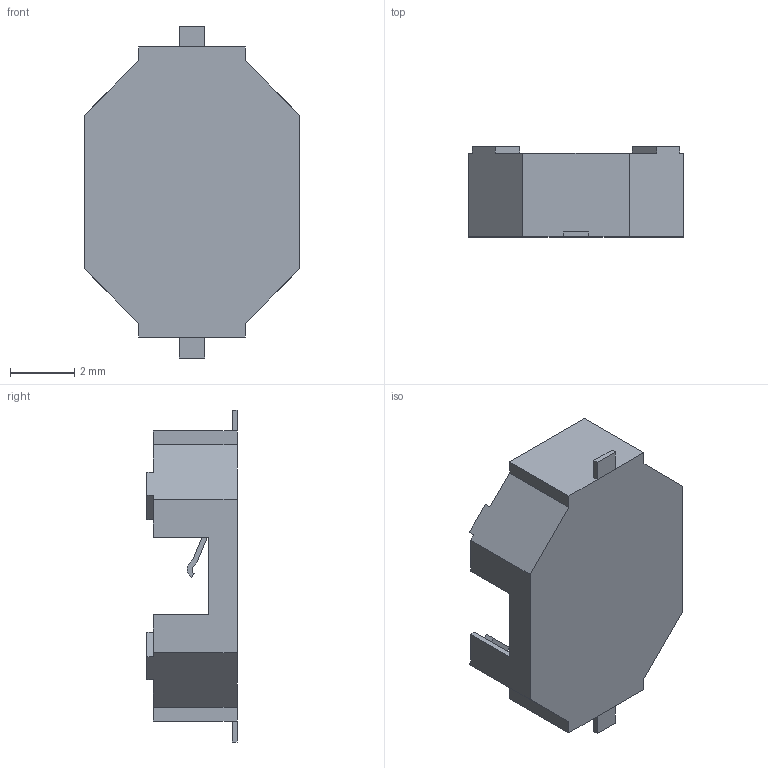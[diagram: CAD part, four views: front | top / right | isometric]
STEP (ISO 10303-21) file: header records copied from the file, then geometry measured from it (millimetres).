
FILE_DESCRIPTION (( 'STEP AP214' ), '1' );
FILE_NAME ('PB621.STEP', '2017-03-06T05:18:49', ( 't-yoshii' ), ( 'Hewlett-Packard Company' ), 'SwSTEP 2.0', 'SolidWorks 2009', '' );
FILE_SCHEMA (( 'AUTOMOTIVE_DESIGN' ));
Length unit declared in the file: millimetre
Products named in the file (1): PB621
Bounding box: 6.7 x 2.8 x 10.3 mm (x, y, z)
Volume: 52.7 mm3; surface area: 224.1 mm2
Topology: 1 solids, 1 shells, 86 faces, 241 edges, 158 vertices
Faces by surface type: plane 74, cylinder 12
Entity records: 3090 total; most frequent: CARTESIAN_POINT 486, ORIENTED_EDGE 482, DIRECTION 447, EDGE_CURVE 241, VECTOR 209, LINE 209, VERTEX_POINT 158, AXIS2_PLACEMENT_3D 119
